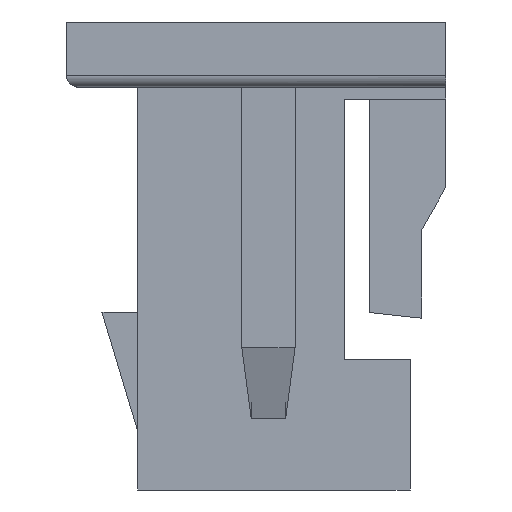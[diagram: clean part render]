
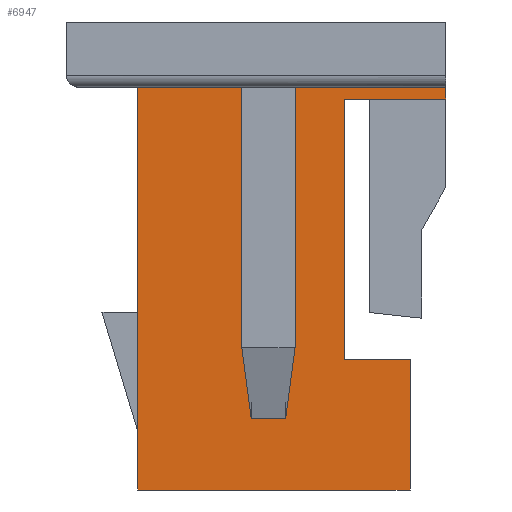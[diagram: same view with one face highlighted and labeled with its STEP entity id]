
A CAD part, left-side view. The second image highlights one B-rep face of the part: STEP entity #6947.
In plain terms, the highlighted planar face has unit normal (-1, 0, 0).
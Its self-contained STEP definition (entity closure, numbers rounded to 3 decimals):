
#1153=ORIENTED_EDGE('',*,*,#2222,.F.);
#1154=ORIENTED_EDGE('',*,*,#2870,.T.);
#1155=ORIENTED_EDGE('',*,*,#2871,.T.);
#1156=ORIENTED_EDGE('',*,*,#2872,.F.);
#1157=ORIENTED_EDGE('',*,*,#2139,.F.);
#1158=ORIENTED_EDGE('',*,*,#2095,.F.);
#1159=ORIENTED_EDGE('',*,*,#2873,.T.);
#1160=ORIENTED_EDGE('',*,*,#2874,.F.);
#1161=ORIENTED_EDGE('',*,*,#2875,.F.);
#1162=ORIENTED_EDGE('',*,*,#2091,.F.);
#1163=ORIENTED_EDGE('',*,*,#2327,.T.);
#1164=ORIENTED_EDGE('',*,*,#2262,.F.);
#2091=EDGE_CURVE('',#3108,#3109,#3776,.T.);
#2095=EDGE_CURVE('',#3112,#3113,#3780,.T.);
#2139=EDGE_CURVE('',#3113,#3147,#3820,.T.);
#2222=EDGE_CURVE('',#3226,#3227,#3903,.T.);
#2262=EDGE_CURVE('',#3227,#3258,#3943,.T.);
#2327=EDGE_CURVE('',#3108,#3258,#4008,.T.);
#2870=EDGE_CURVE('',#3226,#3692,#4551,.T.);
#2871=EDGE_CURVE('',#3692,#3693,#4552,.T.);
#2872=EDGE_CURVE('',#3147,#3693,#4553,.T.);
#2873=EDGE_CURVE('',#3112,#3694,#4554,.T.);
#2874=EDGE_CURVE('',#3695,#3694,#4555,.T.);
#2875=EDGE_CURVE('',#3109,#3695,#4556,.T.);
#3108=VERTEX_POINT('',#9207);
#3109=VERTEX_POINT('',#9209);
#3112=VERTEX_POINT('',#9215);
#3113=VERTEX_POINT('',#9217);
#3147=VERTEX_POINT('',#9304);
#3226=VERTEX_POINT('',#9468);
#3227=VERTEX_POINT('',#9470);
#3258=VERTEX_POINT('',#9550);
#3692=VERTEX_POINT('',#10722);
#3693=VERTEX_POINT('',#10724);
#3694=VERTEX_POINT('',#10727);
#3695=VERTEX_POINT('',#10729);
#3776=LINE('',#9208,#4787);
#3780=LINE('',#9216,#4791);
#3820=LINE('',#9303,#4831);
#3903=LINE('',#9469,#4914);
#3943=LINE('',#9549,#4954);
#4008=LINE('',#9669,#5019);
#4551=LINE('',#10721,#5562);
#4552=LINE('',#10723,#5563);
#4553=LINE('',#10725,#5564);
#4554=LINE('',#10726,#5565);
#4555=LINE('',#10728,#5566);
#4556=LINE('',#10730,#5567);
#4787=VECTOR('',#7508,1000.);
#4791=VECTOR('',#7512,1000.);
#4831=VECTOR('',#7578,1000.);
#4914=VECTOR('',#7667,1000.);
#4954=VECTOR('',#7725,1000.);
#5019=VECTOR('',#7792,1000.);
#5562=VECTOR('',#8593,1000.);
#5563=VECTOR('',#8594,1000.);
#5564=VECTOR('',#8595,1000.);
#5565=VECTOR('',#8596,1000.);
#5566=VECTOR('',#8597,1000.);
#5567=VECTOR('',#8598,1000.);
#5949=EDGE_LOOP('',(#1153,#1154,#1155,#1156,#1157,#1158,#1159,#1160,#1161,
#1162,#1163,#1164));
#6290=FACE_BOUND('',#5949,.T.);
#6619=PLANE('',#7299);
#6947=ADVANCED_FACE('',(#6290),#6619,.F.);
#7299=AXIS2_PLACEMENT_3D('',#10720,#8591,#8592);
#7508=DIRECTION('',(0.,-1.,0.));
#7512=DIRECTION('',(0.,-1.,0.));
#7578=DIRECTION('',(0.,0.,-1.));
#7667=DIRECTION('',(0.,0.,-1.));
#7725=DIRECTION('',(0.,1.,0.));
#7792=DIRECTION('',(0.,0.,-1.));
#8591=DIRECTION('',(1.,0.,0.));
#8592=DIRECTION('',(0.,0.,-1.));
#8593=DIRECTION('',(0.,1.,0.));
#8594=DIRECTION('',(0.,0.,1.));
#8595=DIRECTION('',(0.,1.,0.));
#8596=DIRECTION('',(0.,0.,-1.));
#8597=DIRECTION('',(0.,-1.,0.));
#8598=DIRECTION('',(0.,0.,-1.));
#9207=CARTESIAN_POINT('',(-5.225,1.,1.425));
#9208=CARTESIAN_POINT('',(-5.225,1.6,1.425));
#9209=CARTESIAN_POINT('',(-5.225,0.04,1.425));
#9215=CARTESIAN_POINT('',(-5.225,-0.25,1.425));
#9216=CARTESIAN_POINT('',(-5.225,-0.33,1.425));
#9217=CARTESIAN_POINT('',(-5.225,-1.6,1.425));
#9303=CARTESIAN_POINT('',(-5.225,-1.6,1.425));
#9304=CARTESIAN_POINT('',(-5.225,-1.6,1.325));
#9468=CARTESIAN_POINT('',(-5.225,-1.3,-0.875));
#9469=CARTESIAN_POINT('',(-5.225,-1.3,0.));
#9470=CARTESIAN_POINT('',(-5.225,-1.3,-1.975));
#9549=CARTESIAN_POINT('',(-5.225,-1.6,-1.975));
#9550=CARTESIAN_POINT('',(-5.225,1.,-1.975));
#9669=CARTESIAN_POINT('',(-5.225,1.,1.425));
#10720=CARTESIAN_POINT('',(-5.225,0.,0.));
#10721=CARTESIAN_POINT('',(-5.225,-1.85,-0.875));
#10722=CARTESIAN_POINT('',(-5.225,-0.75,-0.875));
#10723=CARTESIAN_POINT('',(-5.225,-0.75,-0.875));
#10724=CARTESIAN_POINT('',(-5.225,-0.75,1.325));
#10725=CARTESIAN_POINT('',(-5.225,-1.85,1.325));
#10726=CARTESIAN_POINT('',(-5.225,-0.25,1.425));
#10727=CARTESIAN_POINT('',(-5.225,-0.25,-1.375));
#10728=CARTESIAN_POINT('',(-5.225,0.12,-1.375));
#10729=CARTESIAN_POINT('',(-5.225,0.04,-1.375));
#10730=CARTESIAN_POINT('',(-5.225,0.04,1.425));
